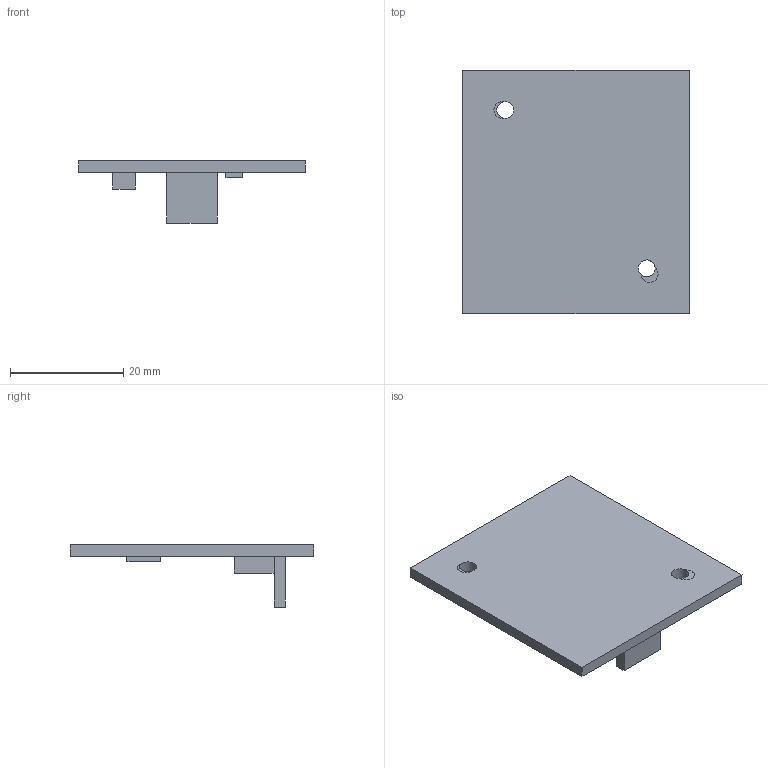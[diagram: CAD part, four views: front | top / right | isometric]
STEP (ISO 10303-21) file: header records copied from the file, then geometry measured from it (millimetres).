
FILE_DESCRIPTION(/* description */ (''),/* implementation_level */ '2;1');
FILE_NAME(/* name */ 'ADAM202303_FRONTDOOR.step',/* time_stamp */ '2023-04-14T13:19:38-04:00',/* author */ (''),/* organization */ (''),/* preprocessor_version */ 'ST-DEVELOPER v19.2',/* originating_system */ 'Autodesk Translation Framework v12.4.0.73',/* authorisation */ '');
FILE_SCHEMA (('AUTOMOTIVE_DESIGN { 1 0 10303 214 3 1 1 }'));
Length unit declared in the file: millimetre
Products named in the file (3): (Unsaved); Free-Models; 3D_NFC_CARD
Assembly tree (2 placements, depth 3):
  (Unsaved)
    Free-Models
      3D_NFC_CARD
Bounding box: 40 x 43 x 11 mm (x, y, z)
Volume: 3708.7 mm3; surface area: 4083.4 mm2
Topology: 1 solids, 1 shells, 30 faces, 73 edges, 49 vertices
Faces by surface type: plane 28, cylinder 2
Full cylindrical faces by diameter (mm): 3 x2
Entity records: 964 total; most frequent: CARTESIAN_POINT 157, DIRECTION 154, ORIENTED_EDGE 146, EDGE_CURVE 73, LINE 62, VECTOR 62, VERTEX_POINT 49, AXIS2_PLACEMENT_3D 46
